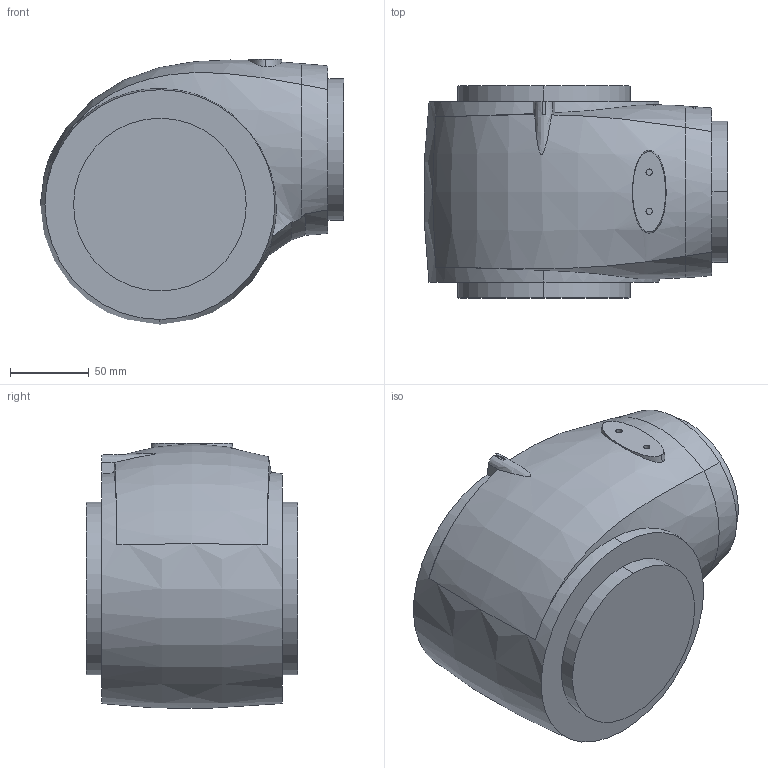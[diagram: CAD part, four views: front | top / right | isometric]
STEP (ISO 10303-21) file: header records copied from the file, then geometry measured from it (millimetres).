
FILE_DESCRIPTION (( 'STEP AP203' ), '1' );
FILE_NAME ('test3.STEP', '2021-03-10T15:45:19', ( '' ), ( '' ), 'SwSTEP 2.0', 'SolidWorks 2019', '' );
FILE_SCHEMA (( 'CONFIG_CONTROL_DESIGN' ));
Length unit declared in the file: millimetre
Products named in the file (1): test3
Bounding box: 193.13 x 135 x 168.96 mm (x, y, z)
Volume: 2866714.9 mm3; surface area: 116951.3 mm2
Topology: 1 solids, 1 shells, 120 faces, 318 edges, 212 vertices
Faces by surface type: plane 75, bspline 32, cylinder 10, cone 3
Entity records: 7943 total; most frequent: CARTESIAN_POINT 5356, ORIENTED_EDGE 636, DIRECTION 326, EDGE_CURVE 318, VERTEX_POINT 212, B_SPLINE_CURVE_WITH_KNOTS 191, EDGE_LOOP 132, ADVANCED_FACE 120
